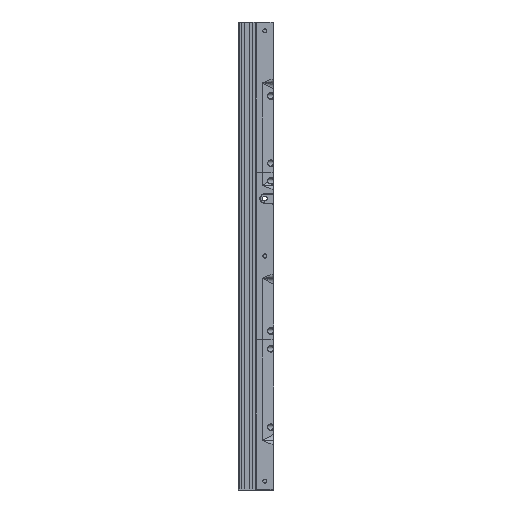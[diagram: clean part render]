
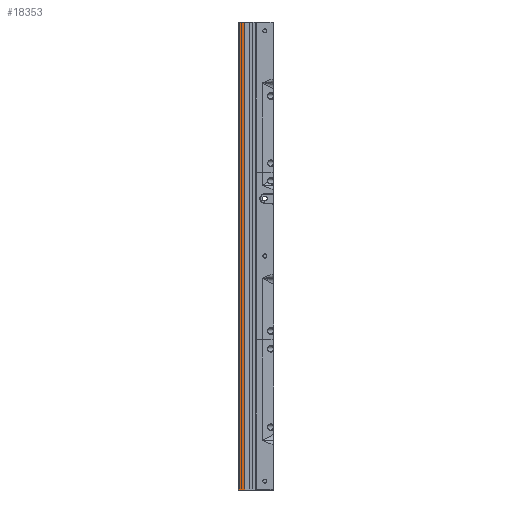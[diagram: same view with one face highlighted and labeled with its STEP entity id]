
A CAD part, left-side view. The second image highlights one B-rep face of the part: STEP entity #18353.
In plain terms, the highlighted planar face has unit normal (-1, 0, 0).
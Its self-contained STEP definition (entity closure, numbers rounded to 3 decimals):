
#661=PLANE('',#19592);
#1329=FACE_OUTER_BOUND('',#2448,.T.);
#2448=EDGE_LOOP('',(#12630,#12631,#12632,#12633));
#3706=LINE('',#26741,#5684);
#3718=LINE('',#26770,#5696);
#3719=LINE('',#26773,#5697);
#3720=LINE('',#26774,#5698);
#5684=VECTOR('',#21333,10.);
#5696=VECTOR('',#21353,10.);
#5697=VECTOR('',#21356,10.);
#5698=VECTOR('',#21357,10.);
#8162=VERTEX_POINT('',#26738);
#8163=VERTEX_POINT('',#26740);
#8175=VERTEX_POINT('',#26766);
#8177=VERTEX_POINT('',#26772);
#9856=EDGE_CURVE('',#8163,#8162,#3706,.T.);
#9871=EDGE_CURVE('',#8163,#8175,#3718,.T.);
#9872=EDGE_CURVE('',#8162,#8177,#3719,.T.);
#9873=EDGE_CURVE('',#8177,#8175,#3720,.T.);
#12630=ORIENTED_EDGE('',*,*,#9871,.F.);
#12631=ORIENTED_EDGE('',*,*,#9856,.T.);
#12632=ORIENTED_EDGE('',*,*,#9872,.T.);
#12633=ORIENTED_EDGE('',*,*,#9873,.T.);
#18353=ADVANCED_FACE('',(#1329),#661,.T.);
#19592=AXIS2_PLACEMENT_3D('',#26771,#21354,#21355);
#21333=DIRECTION('',(0.,-1.,0.));
#21353=DIRECTION('',(0.,0.,1.));
#21354=DIRECTION('center_axis',(-1.,0.,0.));
#21355=DIRECTION('ref_axis',(0.,-1.,0.));
#21356=DIRECTION('',(0.,0.,1.));
#21357=DIRECTION('',(0.,1.,0.));
#26738=CARTESIAN_POINT('',(-255.,13.,-265.));
#26740=CARTESIAN_POINT('',(-255.,19.,-265.));
#26741=CARTESIAN_POINT('',(-255.,11.5,-265.));
#26766=CARTESIAN_POINT('',(-255.,19.,265.));
#26770=CARTESIAN_POINT('',(-255.,19.,0.));
#26771=CARTESIAN_POINT('Origin',(-255.,20.,0.));
#26772=CARTESIAN_POINT('',(-255.,13.,265.));
#26773=CARTESIAN_POINT('',(-255.,13.,0.));
#26774=CARTESIAN_POINT('',(-255.,15.,265.));
